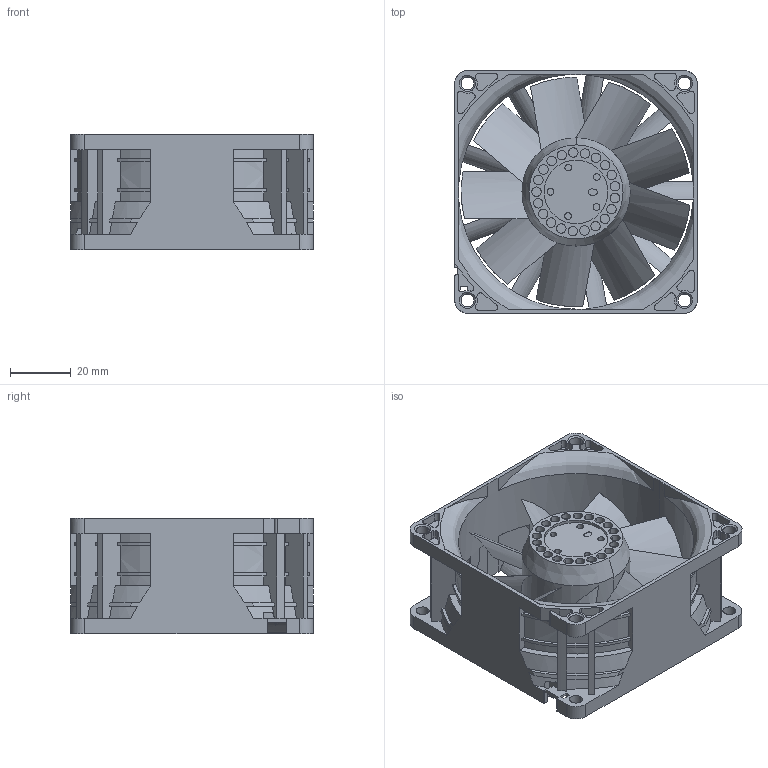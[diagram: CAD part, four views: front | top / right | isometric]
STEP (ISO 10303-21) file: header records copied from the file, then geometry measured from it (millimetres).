
FILE_DESCRIPTION (( 'STEP AP203' ), '1' );
FILE_NAME ('(DUMMY)THD08.STEP', '2016-11-28T07:42:43', ( 'Delta' ), ( '' ), 'SwSTEP 2.0', 'SolidWorks 2011', '' );
FILE_SCHEMA (( 'CONFIG_CONTROL_DESIGN' ));
Length unit declared in the file: millimetre
Products named in the file (3): (DUMMY)THD08; (DUMMY)410318950001; (DUMMY)4102112600
Assembly tree (2 placements, depth 2):
  (DUMMY)THD08
    (DUMMY)410318950001
    (DUMMY)4102112600
Bounding box: 80 x 80 x 38 mm (x, y, z)
Volume: 61982.4 mm3; surface area: 53371.1 mm2
Topology: 2 solids, 4 shells, 831 faces, 2378 edges, 1589 vertices
Faces by surface type: cylinder 339, plane 297, bspline 123, cone 68, torus 4
Entity records: 41969 total; most frequent: CARTESIAN_POINT 22327, ORIENTED_EDGE 4756, DIRECTION 2869, EDGE_CURVE 2378, VERTEX_POINT 1589, B_SPLINE_CURVE_WITH_KNOTS 1151, AXIS2_PLACEMENT_3D 968, EDGE_LOOP 933
